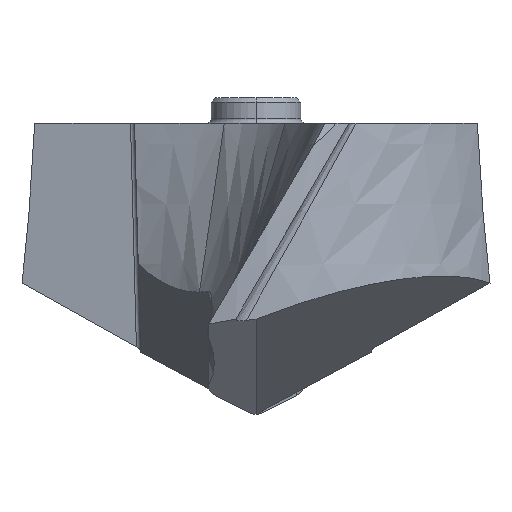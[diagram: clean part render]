
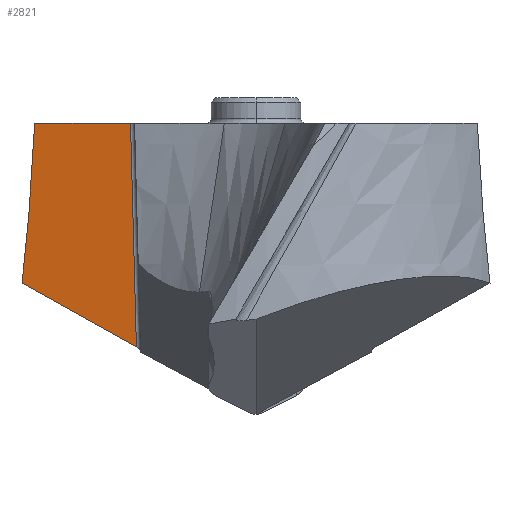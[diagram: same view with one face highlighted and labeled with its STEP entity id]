
A CAD part, left-side view. The second image highlights one B-rep face of the part: STEP entity #2821.
In plain terms, the highlighted planar face has unit normal (-0.925, 0.337, 0.174).
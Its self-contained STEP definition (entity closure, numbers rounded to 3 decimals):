
#263=DIRECTION('',(-0.342,-0.94,0.));
#264=VECTOR('',#263,3.381);
#265=CARTESIAN_POINT('',(4.532,7.336,0.));
#266=LINE('',#265,#264);
#276=CARTESIAN_POINT('',(4.532,7.336,0.));
#562=DIRECTION('',(0.379,0.808,0.451));
#563=VECTOR('',#562,4.691);
#564=CARTESIAN_POINT('',(1.914,3.964,-7.414));
#565=LINE('',#564,#563);
#1087=DIRECTION('',(-0.193,-0.026,-0.981));
#1088=VECTOR('',#1087,7.559);
#1089=CARTESIAN_POINT('',(3.376,4.159,
0.));
#1090=LINE('',#1089,#1088);
#1110=CARTESIAN_POINT('',(1.914,3.964,-7.414));
#1123=CARTESIAN_POINT('',(3.691,7.755,-5.299));
#1124=CARTESIAN_POINT('',(3.724,7.728,-5.069));
#1125=CARTESIAN_POINT('',(3.793,7.673,-4.597));
#1126=CARTESIAN_POINT('',(3.904,7.6,-3.862));
#1127=CARTESIAN_POINT('',(4.028,7.53,-3.063));
#1128=CARTESIAN_POINT('',(4.171,7.464,-2.173));
#1129=CARTESIAN_POINT('',(4.336,7.401,-1.171));
#1130=CARTESIAN_POINT('',(4.464,7.358,
-0.406));
#1131=CARTESIAN_POINT('',(4.532,7.336,0.));
#1469=VERTEX_POINT('',#276);
#1470=CARTESIAN_POINT('',(3.376,4.159,
0.));
#1471=VERTEX_POINT('',#1470);
#1538=VERTEX_POINT('',#1110);
#1539=CARTESIAN_POINT('',(3.691,7.755,-5.299));
#1540=VERTEX_POINT('',#1539);
#2809=CARTESIAN_POINT('',(-0.413,3.528,
-18.969));
#2810=DIRECTION('',(0.925,-0.337,-0.174));
#2811=DIRECTION('',(-0.326,-0.941,0.089));
#2812=AXIS2_PLACEMENT_3D('',#2809,#2810,#2811);
#2813=PLANE('',#2812);
#2815=ORIENTED_EDGE('',*,*,#2814,.T.);
#2816=ORIENTED_EDGE('',*,*,#1798,.T.);
#2817=ORIENTED_EDGE('',*,*,#2801,.T.);
#2818=ORIENTED_EDGE('',*,*,#2111,.T.);
#2819=EDGE_LOOP('',(#2815,#2816,#2817,#2818));
#2820=FACE_OUTER_BOUND('',#2819,.F.);
#1132=B_SPLINE_CURVE_WITH_KNOTS('',3,(#1123,#1124,#1125,#1126,#1127,#1128,#1129,
#1130,#1131),.UNSPECIFIED.,.F.,.F.,(4,1,1,1,1,1,4),(0.,0.167,
0.333,0.5,0.667,0.833,1.),
.UNSPECIFIED.);
#1798=EDGE_CURVE('',#1469,#1471,#266,.T.);
#2111=EDGE_CURVE('',#1538,#1540,#565,.T.);
#2801=EDGE_CURVE('',#1471,#1538,#1090,.T.);
#2814=EDGE_CURVE('',#1540,#1469,#1132,.T.);
#2821=ADVANCED_FACE('',(#2820),#2813,.F.);
